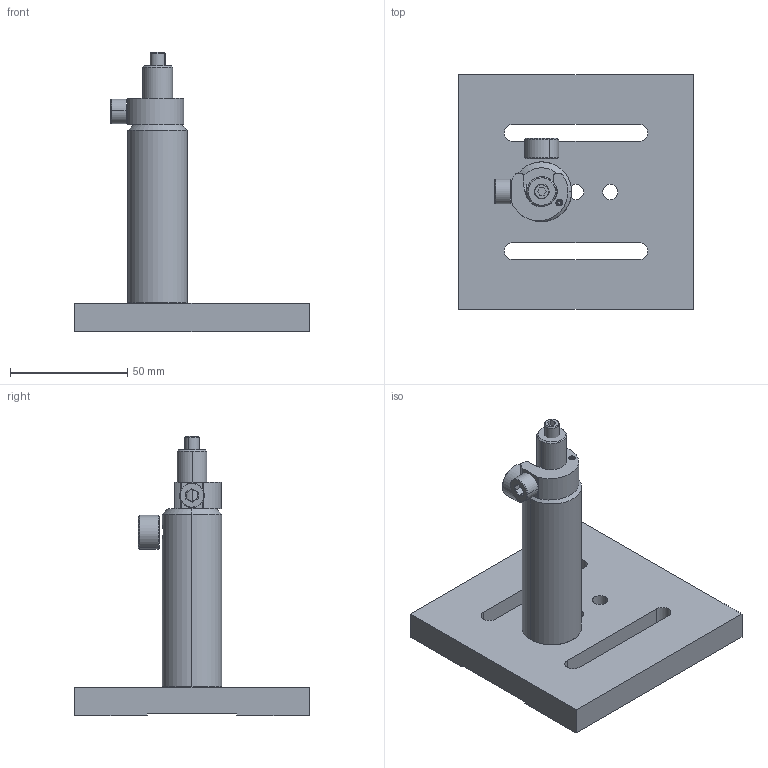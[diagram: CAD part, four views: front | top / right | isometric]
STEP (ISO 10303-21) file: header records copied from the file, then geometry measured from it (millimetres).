
FILE_DESCRIPTION (( 'STEP AP214' ), '1' );
FILE_NAME ('SK-9098 UP55_60G STAND .STEP', '2011-02-14T16:33:04', ( 'Ronald Vander Haeghe' ), ( 'Gentec-Electro-Optique Inc.' ), 'SwSTEP 2.0', 'SolidWorks 2008', '' );
FILE_SCHEMA (( 'AUTOMOTIVE_DESIGN' ));
Length unit declared in the file: millimetre
Products named in the file (1): SK-9098 UP55_60G STAND 
Bounding box: 100 x 100 x 118.92 mm (x, y, z)
Surface area: 39670.5 mm2 (no closed solid volume)
Topology: 0 solids, 11 shells, 141 faces, 381 edges, 249 vertices
Faces by surface type: plane 65, cylinder 49, cone 27
Entity records: 6155 total; most frequent: CARTESIAN_POINT 987, DIRECTION 791, ORIENTED_EDGE 674, EDGE_CURVE 381, AXIS2_PLACEMENT_3D 287, VERTEX_POINT 249, LINE 217, VECTOR 217
